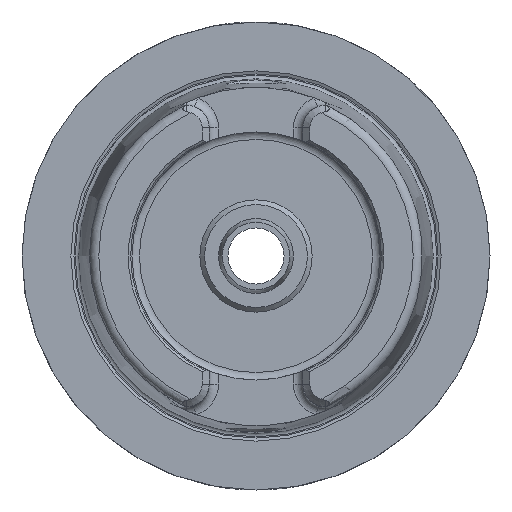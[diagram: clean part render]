
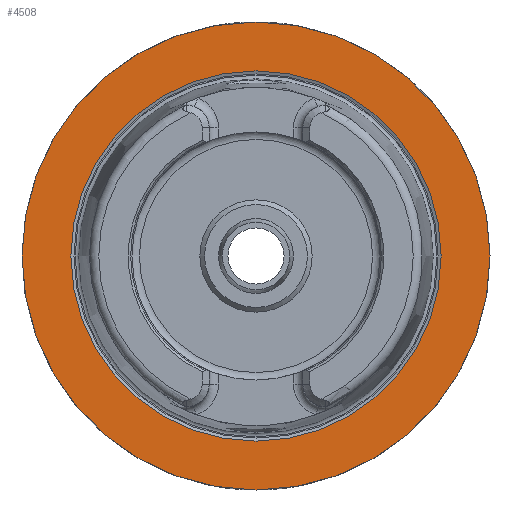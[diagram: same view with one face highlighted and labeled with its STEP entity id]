
A CAD part, left-side view. The second image highlights one B-rep face of the part: STEP entity #4508.
In plain terms, the highlighted planar face has unit normal (-1, 0, 0).
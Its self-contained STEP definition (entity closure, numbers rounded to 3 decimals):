
#1656=CARTESIAN_POINT('',(0.,50.0,0.0));
#1657=VERTEX_POINT('',#1656);
#1658=CARTESIAN_POINT('',(0.,0.,0.0));
#1659=DIRECTION('',(1.0,0.0,0.0));
#1660=DIRECTION('',(0.0,1.0,0.0));
#1661=AXIS2_PLACEMENT_3D('',#1658,#1659,#1660);
#1662=CIRCLE('',#1661,50.0);
#1663=EDGE_CURVE('',#1657,#1657,#1662,.T.);
#4482=CARTESIAN_POINT('',(0.,39.55,0.0));
#4483=VERTEX_POINT('',#4482);
#4484=CARTESIAN_POINT('',(0.,0.,0.0));
#4485=DIRECTION('',(1.0,0.0,0.0));
#4486=DIRECTION('',(0.0,1.0,0.0));
#4487=AXIS2_PLACEMENT_3D('',#4484,#4485,#4486);
#4488=CIRCLE('',#4487,39.55);
#4489=EDGE_CURVE('',#4483,#4483,#4488,.T.);
#4497=CARTESIAN_POINT('',(0.,44.775,0.0));
#4498=DIRECTION('',(-1.0,0.0,0.0));
#4499=DIRECTION('',(0.0,0.0,1.0));
#4500=AXIS2_PLACEMENT_3D('',#4497,#4498,#4499);
#4501=PLANE('',#4500);
#4502=ORIENTED_EDGE('',*,*,#1663,.F.);
#4503=EDGE_LOOP('',(#4502));
#4504=FACE_OUTER_BOUND('',#4503,.T.);
#4505=ORIENTED_EDGE('',*,*,#4489,.T.);
#4506=EDGE_LOOP('',(#4505));
#4507=FACE_BOUND('',#4506,.T.);
#4508=ADVANCED_FACE('',(#4504,#4507),#4501,.T.);
